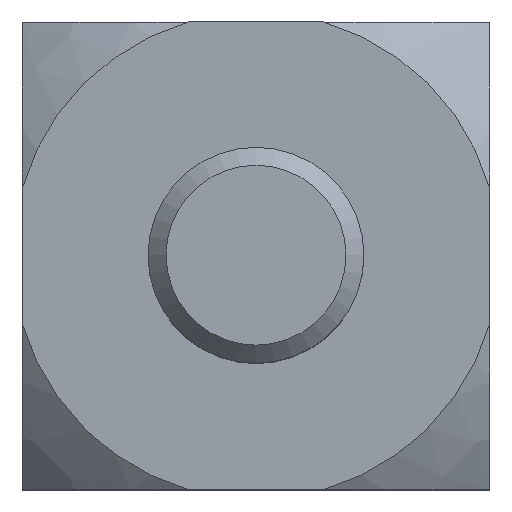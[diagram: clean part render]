
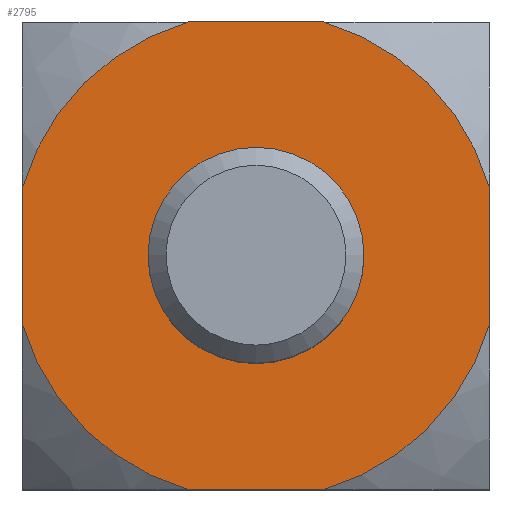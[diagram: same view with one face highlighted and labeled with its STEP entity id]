
A CAD part, top view. The second image highlights one B-rep face of the part: STEP entity #2795.
In plain terms, the highlighted planar face has unit normal (0, 0, 1).
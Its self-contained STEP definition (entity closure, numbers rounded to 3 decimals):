
#106=LINE($,#4265,#418);
#109=LINE($,#4270,#421);
#110=LINE($,#4272,#422);
#113=LINE($,#4277,#425);
#418=VECTOR($,#3411,3.763);
#421=VECTOR($,#3416,3.763);
#422=VECTOR($,#3419,3.763);
#425=VECTOR($,#3424,3.763);
#731=PLANE($,#3120);
#931=FACE_OUTER_BOUND($,#1151,.T.);
#1151=EDGE_LOOP($,(#2091,#2092,#2093,#2094,#2095,#2096,#2097,#2098));
#1384=CIRCLE($,#3102,6.767);
#1387=CIRCLE($,#3106,6.767);
#1391=CIRCLE($,#3111,6.767);
#1393=CIRCLE($,#3114,6.767);
#1435=VERTEX_POINT($,#4232);
#1437=VERTEX_POINT($,#4235);
#1438=VERTEX_POINT($,#4239);
#1440=VERTEX_POINT($,#4242);
#1442=VERTEX_POINT($,#4247);
#1443=VERTEX_POINT($,#4249);
#1444=VERTEX_POINT($,#4253);
#1446=VERTEX_POINT($,#4256);
#1692=EDGE_CURVE($,#1437,#1435,#1384,.T.);
#1695=EDGE_CURVE($,#1440,#1438,#1387,.T.);
#1699=EDGE_CURVE($,#1442,#1443,#1391,.T.);
#1701=EDGE_CURVE($,#1446,#1444,#1393,.T.);
#1706=EDGE_CURVE($,#1437,#1443,#106,.T.);
#1709=EDGE_CURVE($,#1442,#1444,#109,.T.);
#1710=EDGE_CURVE($,#1446,#1438,#110,.T.);
#1713=EDGE_CURVE($,#1440,#1435,#113,.T.);
#2091=ORIENTED_EDGE($,*,*,#1701,.T.);
#2092=ORIENTED_EDGE($,*,*,#1709,.F.);
#2093=ORIENTED_EDGE($,*,*,#1699,.T.);
#2094=ORIENTED_EDGE($,*,*,#1706,.F.);
#2095=ORIENTED_EDGE($,*,*,#1692,.T.);
#2096=ORIENTED_EDGE($,*,*,#1713,.F.);
#2097=ORIENTED_EDGE($,*,*,#1695,.T.);
#2098=ORIENTED_EDGE($,*,*,#1710,.F.);
#2795=ADVANCED_FACE($,(#931),#731,.T.);
#3102=AXIS2_PLACEMENT_3D($,#4236,#3378,#3379);
#3106=AXIS2_PLACEMENT_3D($,#4243,#3386,#3387);
#3111=AXIS2_PLACEMENT_3D($,#4251,#3396,#3397);
#3114=AXIS2_PLACEMENT_3D($,#4257,#3402,#3403);
#3120=AXIS2_PLACEMENT_3D($,#4279,#3426,#3427);
#3378=DIRECTION('center_axis',(0.,0.,1.));
#3379=DIRECTION('ref_axis',(0.,1.,0.));
#3386=DIRECTION('center_axis',(0.,0.,1.));
#3387=DIRECTION('ref_axis',(0.,1.,0.));
#3396=DIRECTION('center_axis',(0.,0.,1.));
#3397=DIRECTION('ref_axis',(0.,1.,0.));
#3402=DIRECTION('center_axis',(0.,0.,1.));
#3403=DIRECTION('ref_axis',(0.,1.,0.));
#3411=DIRECTION($,(0.,1.,0.));
#3416=DIRECTION($,(1.,0.,0.));
#3419=DIRECTION($,(0.,-1.,0.));
#3424=DIRECTION($,(-1.,0.,0.));
#3426=DIRECTION('center_axis',(0.,0.,1.));
#3427=DIRECTION('ref_axis',(-1.,0.,0.));
#4232=CARTESIAN_POINT('',(-1.881,-6.5,5.5));
#4235=CARTESIAN_POINT('',(-6.5,-1.881,5.5));
#4236=CARTESIAN_POINT('Origin',(0.,0.,5.5));
#4239=CARTESIAN_POINT('',(6.5,-1.881,5.5));
#4242=CARTESIAN_POINT('',(1.881,-6.5,5.5));
#4243=CARTESIAN_POINT('Origin',(0.,0.,5.5));
#4247=CARTESIAN_POINT('',(-1.881,6.5,5.5));
#4249=CARTESIAN_POINT('',(-6.5,1.881,5.5));
#4251=CARTESIAN_POINT('Origin',(0.,0.,5.5));
#4253=CARTESIAN_POINT('',(1.881,6.5,5.5));
#4256=CARTESIAN_POINT('',(6.5,1.881,5.5));
#4257=CARTESIAN_POINT('Origin',(0.,0.,5.5));
#4265=CARTESIAN_POINT($,(-6.5,6.5,5.5));
#4270=CARTESIAN_POINT($,(6.5,6.5,5.5));
#4272=CARTESIAN_POINT($,(6.5,-6.5,5.5));
#4277=CARTESIAN_POINT($,(-6.5,-6.5,5.5));
#4279=CARTESIAN_POINT('Origin',(0.,0.,
5.5));
